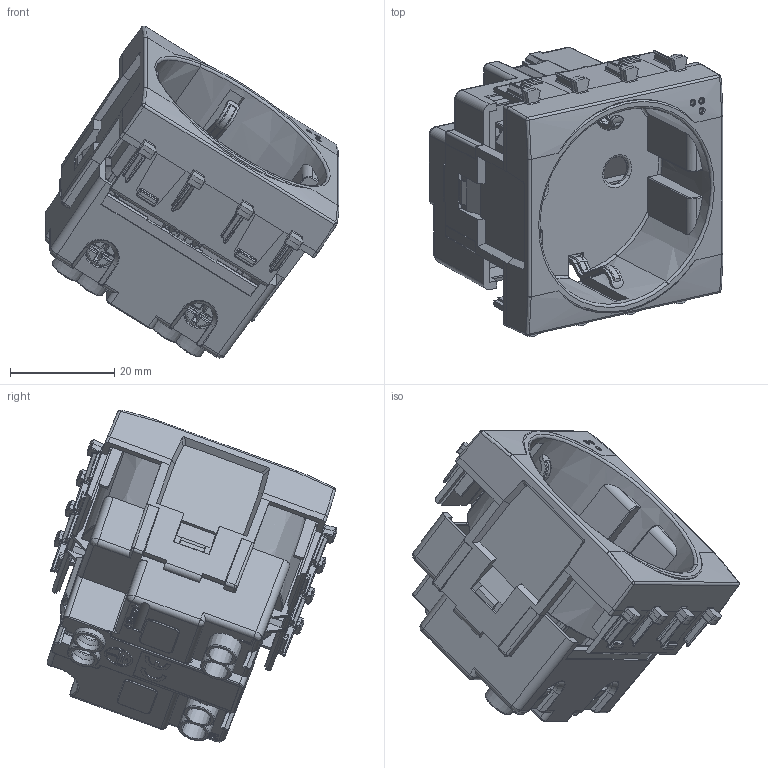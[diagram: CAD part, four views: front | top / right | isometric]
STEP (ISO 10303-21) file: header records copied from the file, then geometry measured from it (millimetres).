
FILE_DESCRIPTION(('CATIA V5 STEP Exchange'),'2;1');
FILE_NAME('441090S.stp','2024-03-06T09:47:41+00:00',('none'),('none'),'CATIA Version 5-6 Release 2016 SP6','CATIA V5 STEP AP203','none');
FILE_SCHEMA(('CONFIG_CONTROL_DESIGN'));
Products named in the file (1): 441090S
Assembly tree (15 placements, depth 2):
  441090S
    #57
    #10711
    #11583  x3
    #13496  x3
    #14362
    #56549
    #111767
    #141901  x2
    #154237
    #190041
Bounding box: 56.33 x 55.58 x 63.66 mm (x, y, z)
Volume: 21678.2 mm3; surface area: 38450.3 mm2
Topology: 14 solids, 14 shells, 5335 faces, 13804 edges, 8253 vertices
Faces by surface type: plane 2252, cylinder 1730, bspline 498, cone 317, sphere 285, torus 237, revolution 16
Entity records: 190049 total; most frequent: CARTESIAN_POINT 88486, ORIENTED_EDGE 24120, DIRECTION 15264, EDGE_CURVE 12060, VERTEX_POINT 7342, VECTOR 5967, LINE 5967, AXIS2_PLACEMENT_3D 5764
